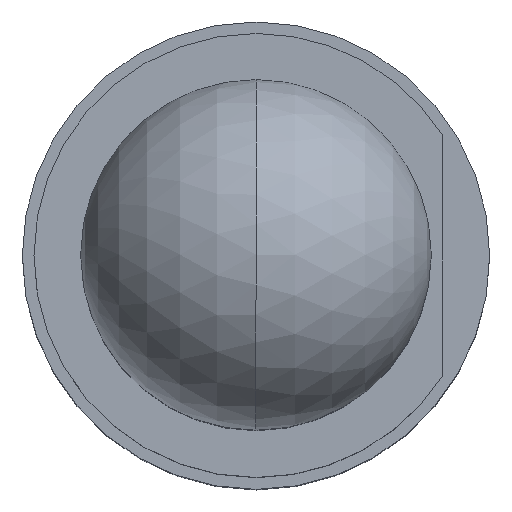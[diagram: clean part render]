
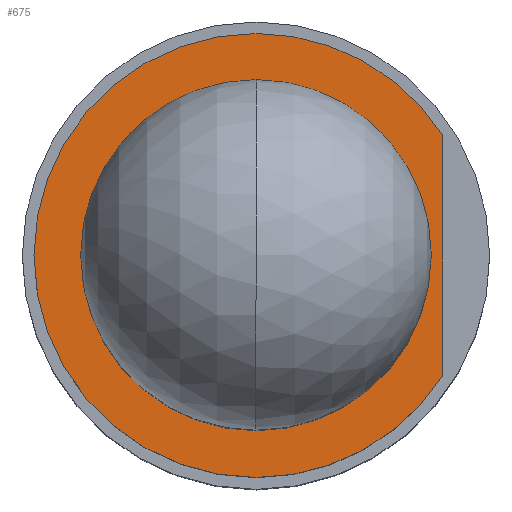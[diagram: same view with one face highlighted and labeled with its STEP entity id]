
A CAD part, top view. The second image highlights one B-rep face of the part: STEP entity #675.
In plain terms, the highlighted planar face has unit normal (0, 0, 1).
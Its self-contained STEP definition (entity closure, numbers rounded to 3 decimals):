
#538 = EDGE_CURVE('',#539,#541,#543,.T.);
#539 = VERTEX_POINT('',#540);
#540 = CARTESIAN_POINT('',(0.,-1.9,4.));
#541 = VERTEX_POINT('',#542);
#542 = CARTESIAN_POINT('',(1.6,-1.025,4.));
#543 = CIRCLE('',#544,1.9);
#544 = AXIS2_PLACEMENT_3D('',#545,#546,#547);
#545 = CARTESIAN_POINT('',(0.,0.,4.));
#546 = DIRECTION('',(0.,0.,1.));
#547 = DIRECTION('',(0.,-1.,0.));
#581 = EDGE_CURVE('',#582,#539,#584,.T.);
#582 = VERTEX_POINT('',#583);
#583 = CARTESIAN_POINT('',(0.,1.9,4.));
#584 = CIRCLE('',#585,1.9);
#585 = AXIS2_PLACEMENT_3D('',#586,#587,#588);
#586 = CARTESIAN_POINT('',(0.,0.,4.));
#587 = DIRECTION('',(0.,0.,1.));
#588 = DIRECTION('',(0.,-1.,0.));
#615 = VERTEX_POINT('',#616);
#616 = CARTESIAN_POINT('',(0.,-1.5,4.));
#622 = EDGE_CURVE('',#615,#623,#625,.T.);
#623 = VERTEX_POINT('',#624);
#624 = CARTESIAN_POINT('',(0.,1.5,4.));
#625 = CIRCLE('',#626,1.5);
#626 = AXIS2_PLACEMENT_3D('',#627,#628,#629);
#627 = CARTESIAN_POINT('',(0.,0.,4.));
#628 = DIRECTION('',(0.,0.,1.));
#629 = DIRECTION('',(0.,-1.,0.));
#664 = EDGE_CURVE('',#623,#615,#665,.T.);
#665 = CIRCLE('',#666,1.5);
#666 = AXIS2_PLACEMENT_3D('',#667,#668,#669);
#667 = CARTESIAN_POINT('',(0.,0.,4.));
#668 = DIRECTION('',(0.,0.,1.));
#669 = DIRECTION('',(0.,-1.,0.));
#675 = ADVANCED_FACE('',(#676,#695),#699,.T.);
#676 = FACE_BOUND('',#677,.T.);
#677 = EDGE_LOOP('',(#678,#686,#693,#694));
#678 = ORIENTED_EDGE('',*,*,#679,.F.);
#679 = EDGE_CURVE('',#680,#541,#682,.T.);
#680 = VERTEX_POINT('',#681);
#681 = CARTESIAN_POINT('',(1.6,1.025,4.));
#682 = LINE('',#683,#684);
#683 = CARTESIAN_POINT('',(1.6,0.,4.));
#684 = VECTOR('',#685,1.);
#685 = DIRECTION('',(0.,-1.,0.));
#686 = ORIENTED_EDGE('',*,*,#687,.T.);
#687 = EDGE_CURVE('',#680,#582,#688,.T.);
#688 = CIRCLE('',#689,1.9);
#689 = AXIS2_PLACEMENT_3D('',#690,#691,#692);
#690 = CARTESIAN_POINT('',(0.,0.,4.));
#691 = DIRECTION('',(0.,0.,1.));
#692 = DIRECTION('',(0.,-1.,0.));
#693 = ORIENTED_EDGE('',*,*,#581,.T.);
#694 = ORIENTED_EDGE('',*,*,#538,.T.);
#695 = FACE_BOUND('',#696,.T.);
#696 = EDGE_LOOP('',(#697,#698));
#697 = ORIENTED_EDGE('',*,*,#664,.F.);
#698 = ORIENTED_EDGE('',*,*,#622,.F.);
#699 = PLANE('',#700);
#700 = AXIS2_PLACEMENT_3D('',#701,#702,#703);
#701 = CARTESIAN_POINT('',(0.,0.,4.));
#702 = DIRECTION('',(0.,0.,1.));
#703 = DIRECTION('',(0.,-1.,0.));
